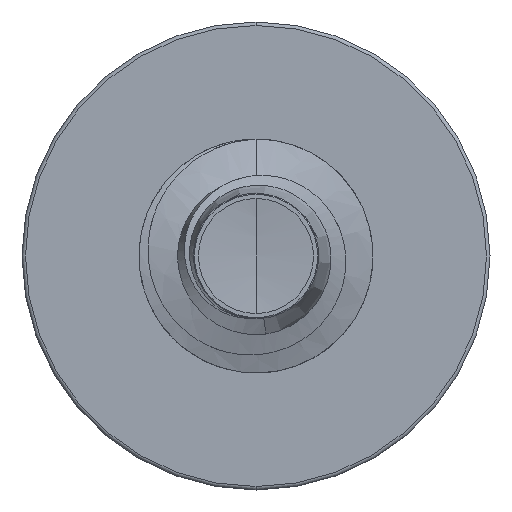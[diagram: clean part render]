
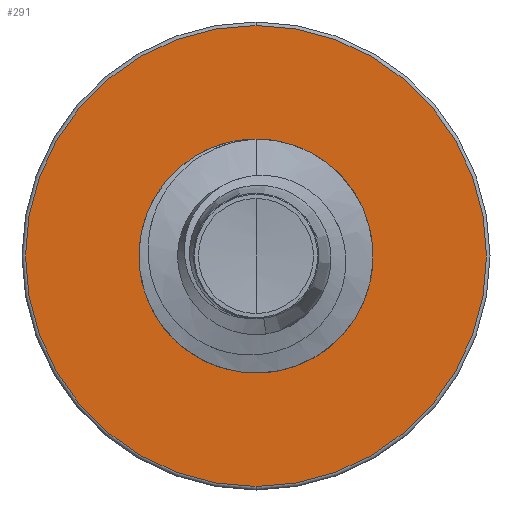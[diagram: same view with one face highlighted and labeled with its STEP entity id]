
A CAD part, front view. The second image highlights one B-rep face of the part: STEP entity #291.
In plain terms, the highlighted planar face has unit normal (0, -1, 0).
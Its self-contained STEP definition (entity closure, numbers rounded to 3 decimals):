
#142 = DIRECTION ( 'NONE',  ( 0., 0., 1. ) ) ;
#239 = DIRECTION ( 'NONE',  ( 0., 0., 1. ) ) ;
#291 = ADVANCED_FACE ( 'NONE', ( #6813, #6333 ), #8312, .F. ) ;
#361 = CARTESIAN_POINT ( 'NONE',  ( 0., 9., -5.91 ) ) ;
#475 = CIRCLE ( 'NONE', #9167, 5.91 ) ;
#711 = CARTESIAN_POINT ( 'NONE',  ( 0., 9., -2.842 ) ) ;
#790 = CARTESIAN_POINT ( 'NONE',  ( 0., 9., -2.842 ) ) ;
#994 = VERTEX_POINT ( 'NONE', #6885 ) ;
#1120 = ORIENTED_EDGE ( 'NONE', *, *, #5400, .F. ) ;
#1495 = ORIENTED_EDGE ( 'NONE', *, *, #10200, .T. ) ;
#1594 = ORIENTED_EDGE ( 'NONE', *, *, #2326, .T. ) ;
#1785 = CIRCLE ( 'NONE', #8705, 5.91 ) ;
#1898 = CIRCLE ( 'NONE', #8060, 2.842 ) ;
#2143 = CARTESIAN_POINT ( 'NONE',  ( 0., 9., 2.842 ) ) ;
#2326 = EDGE_CURVE ( 'NONE', #7054, #11533, #2420, .T. ) ;
#2420 = CIRCLE ( 'NONE', #9403, 2.842 ) ;
#4743 = ORIENTED_EDGE ( 'NONE', *, *, #10428, .F. ) ;
#4954 = AXIS2_PLACEMENT_3D ( 'NONE', #790, #6467, #9260 ) ;
#5013 = DIRECTION ( 'NONE',  ( 0., 1., 0. ) ) ;
#5400 = EDGE_CURVE ( 'NONE', #8814, #994, #475, .T. ) ;
#5541 = DIRECTION ( 'NONE',  ( 0., 1., 0. ) ) ;
#5932 = DIRECTION ( 'NONE',  ( 0., 1., 0. ) ) ;
#6008 = DIRECTION ( 'NONE',  ( 0., 1., 0. ) ) ;
#6333 = FACE_BOUND ( 'NONE', #9610, .T. ) ;
#6467 = DIRECTION ( 'NONE',  ( 0., 1., 0. ) ) ;
#6813 = FACE_OUTER_BOUND ( 'NONE', #8132, .T. ) ;
#6885 = CARTESIAN_POINT ( 'NONE',  ( 0., 9., 5.91 ) ) ;
#7054 = VERTEX_POINT ( 'NONE', #711 ) ;
#8060 = AXIS2_PLACEMENT_3D ( 'NONE', #11426, #5932, #142 ) ;
#8132 = EDGE_LOOP ( 'NONE', ( #4743, #1120 ) ) ;
#8312 = PLANE ( 'NONE',  #4954 ) ;
#8705 = AXIS2_PLACEMENT_3D ( 'NONE', #11499, #6008, #239 ) ;
#8814 = VERTEX_POINT ( 'NONE', #361 ) ;
#9167 = AXIS2_PLACEMENT_3D ( 'NONE', #10533, #5013, #11432 ) ;
#9260 = DIRECTION ( 'NONE',  ( 0., 0., 1. ) ) ;
#9403 = AXIS2_PLACEMENT_3D ( 'NONE', #11042, #5541, #11951 ) ;
#9610 = EDGE_LOOP ( 'NONE', ( #1495, #1594 ) ) ;
#10200 = EDGE_CURVE ( 'NONE', #11533, #7054, #1898, .T. ) ;
#10428 = EDGE_CURVE ( 'NONE', #994, #8814, #1785, .T. ) ;
#10533 = CARTESIAN_POINT ( 'NONE',  ( 0., 9., 0. ) ) ;
#11042 = CARTESIAN_POINT ( 'NONE',  ( 0., 9., 0. ) ) ;
#11426 = CARTESIAN_POINT ( 'NONE',  ( 0., 9., 0. ) ) ;
#11432 = DIRECTION ( 'NONE',  ( 0., 0., 1. ) ) ;
#11499 = CARTESIAN_POINT ( 'NONE',  ( 0., 9., 0. ) ) ;
#11533 = VERTEX_POINT ( 'NONE', #2143 ) ;
#11951 = DIRECTION ( 'NONE',  ( 0., 0., 1. ) ) ;
